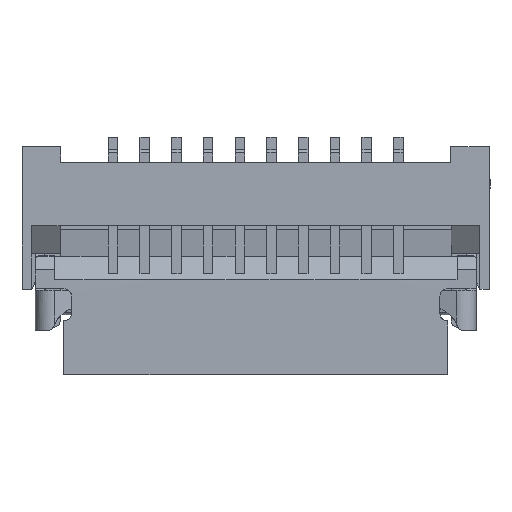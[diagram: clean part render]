
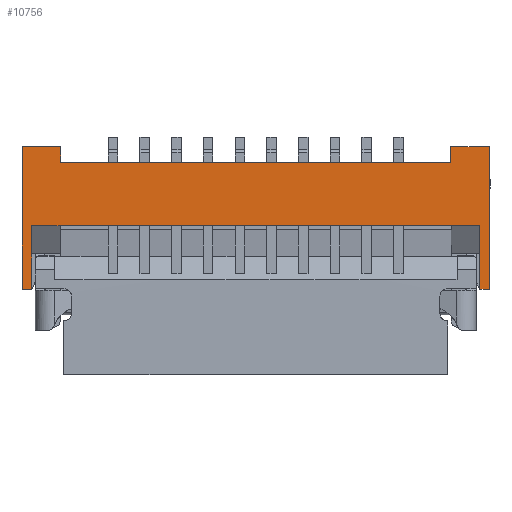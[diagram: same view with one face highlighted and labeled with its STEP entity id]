
A CAD part, top view. The second image highlights one B-rep face of the part: STEP entity #10756.
In plain terms, the highlighted planar face has unit normal (0, 0, 1).
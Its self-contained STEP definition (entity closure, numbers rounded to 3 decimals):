
#131 = ORIENTED_EDGE ( 'NONE', *, *, #9202, .F. ) ;
#582 = CARTESIAN_POINT ( 'NONE',  ( -2.927, -6.375, -0.021 ) ) ;
#675 = LINE ( 'NONE', #20789, #18694 ) ;
#784 = LINE ( 'NONE', #23585, #33120 ) ;
#1171 = EDGE_CURVE ( 'NONE', #33709, #18695, #4089, .T. ) ;
#1507 = VECTOR ( 'NONE', #15600, 1000. ) ;
#2099 = VERTEX_POINT ( 'NONE', #2779 ) ;
#2502 = CARTESIAN_POINT ( 'NONE',  ( 4.293, -7.375, -0.021 ) ) ;
#2779 = CARTESIAN_POINT ( 'NONE',  ( -3.077, -5.125, -0.021 ) ) ;
#4074 = DIRECTION ( 'NONE',  ( -1., 0., 0. ) ) ;
#4089 = LINE ( 'NONE', #12845, #23986 ) ;
#4202 = VERTEX_POINT ( 'NONE', #23637 ) ;
#4342 = ORIENTED_EDGE ( 'NONE', *, *, #31866, .T. ) ;
#5480 = CARTESIAN_POINT ( 'NONE',  ( 12.683, -5.375, -0.021 ) ) ;
#5751 = VECTOR ( 'NONE', #31949, 1000. ) ;
#6244 = DIRECTION ( 'NONE',  ( 0., 1., 0. ) ) ;
#6483 = CARTESIAN_POINT ( 'NONE',  ( 4.143, -6.375, -0.021 ) ) ;
#6848 = ORIENTED_EDGE ( 'NONE', *, *, #22877, .F. ) ;
#7105 = CARTESIAN_POINT ( 'NONE',  ( -2.467, -5.125, -0.021 ) ) ;
#7201 = DIRECTION ( 'NONE',  ( 0., -1., 0. ) ) ;
#7214 = ORIENTED_EDGE ( 'NONE', *, *, #28804, .T. ) ;
#7822 = VECTOR ( 'NONE', #20704, 1000. ) ;
#8335 = CARTESIAN_POINT ( 'NONE',  ( 3.683, -5.125, -0.021 ) ) ;
#8553 = CARTESIAN_POINT ( 'NONE',  ( 3.693, -6.375, -0.021 ) ) ;
#9137 = CARTESIAN_POINT ( 'NONE',  ( 4.293, -7.375, -0.021 ) ) ;
#9202 = EDGE_CURVE ( 'NONE', #32971, #30465, #675, .T. ) ;
#9469 = VERTEX_POINT ( 'NONE', #6483 ) ;
#9485 = ORIENTED_EDGE ( 'NONE', *, *, #16834, .F. ) ;
#10627 = LINE ( 'NONE', #5480, #32868 ) ;
#10756 = ADVANCED_FACE ( 'NONE', ( #17325 ), #14668, .F. ) ;
#10795 = DIRECTION ( 'NONE',  ( 1., 0., 0. ) ) ;
#11440 = VECTOR ( 'NONE', #10795, 1000. ) ;
#11677 = EDGE_CURVE ( 'NONE', #17859, #34510, #15973, .T. ) ;
#11946 = CARTESIAN_POINT ( 'NONE',  ( -2.467, -5.375, -0.021 ) ) ;
#12845 = CARTESIAN_POINT ( 'NONE',  ( -2.467, -5.375, -0.021 ) ) ;
#12912 = ORIENTED_EDGE ( 'NONE', *, *, #18401, .T. ) ;
#13158 = VERTEX_POINT ( 'NONE', #26156 ) ;
#13660 = LINE ( 'NONE', #36881, #11440 ) ;
#14048 = CARTESIAN_POINT ( 'NONE',  ( -2.477, -6.375, -0.021 ) ) ;
#14130 = DIRECTION ( 'NONE',  ( -1., 0., 0. ) ) ;
#14324 = DIRECTION ( 'NONE',  ( 1., 0., 0. ) ) ;
#14598 = VECTOR ( 'NONE', #7201, 1000. ) ;
#14668 = PLANE ( 'NONE',  #26719 ) ;
#14796 = CARTESIAN_POINT ( 'NONE',  ( 3.683, -5.375, -0.021 ) ) ;
#14860 = DIRECTION ( 'NONE',  ( 0., 0., -1. ) ) ;
#15015 = ORIENTED_EDGE ( 'NONE', *, *, #1171, .T. ) ;
#15535 = ORIENTED_EDGE ( 'NONE', *, *, #21520, .T. ) ;
#15600 = DIRECTION ( 'NONE',  ( 1., 0., 0. ) ) ;
#15973 = LINE ( 'NONE', #30406, #14598 ) ;
#16576 = DIRECTION ( 'NONE',  ( -1., 0., 0. ) ) ;
#16834 = EDGE_CURVE ( 'NONE', #30090, #17859, #13660, .T. ) ;
#16883 = VECTOR ( 'NONE', #4074, 1000. ) ;
#17046 = VERTEX_POINT ( 'NONE', #14796 ) ;
#17148 = CARTESIAN_POINT ( 'NONE',  ( -3.077, -7.375, -0.021 ) ) ;
#17200 = ORIENTED_EDGE ( 'NONE', *, *, #11677, .F. ) ;
#17325 = FACE_OUTER_BOUND ( 'NONE', #29776, .T. ) ;
#17753 = ORIENTED_EDGE ( 'NONE', *, *, #21695, .T. ) ;
#17859 = VERTEX_POINT ( 'NONE', #21580 ) ;
#17963 = DIRECTION ( 'NONE',  ( -1., 0., 0. ) ) ;
#18401 = EDGE_CURVE ( 'NONE', #17046, #33709, #10627, .T. ) ;
#18695 = VERTEX_POINT ( 'NONE', #7105 ) ;
#18694 = VECTOR ( 'NONE', #17963, 1000. ) ;
#20704 = DIRECTION ( 'NONE',  ( -1., 0., 0. ) ) ;
#20789 = CARTESIAN_POINT ( 'NONE',  ( 3.143, -6.375, -0.021 ) ) ;
#21520 = EDGE_CURVE ( 'NONE', #37163, #13158, #23023, .T. ) ;
#21580 = CARTESIAN_POINT ( 'NONE',  ( 4.293, -5.125, -0.021 ) ) ;
#21695 = EDGE_CURVE ( 'NONE', #13158, #4202, #784, .T. ) ;
#22406 = CARTESIAN_POINT ( 'NONE',  ( 3.683, -5.375, -0.021 ) ) ;
#22660 = CARTESIAN_POINT ( 'NONE',  ( 4.143, -7.375, -0.021 ) ) ;
#22704 = ORIENTED_EDGE ( 'NONE', *, *, #28948, .T. ) ;
#22877 = EDGE_CURVE ( 'NONE', #27898, #9469, #26930, .T. ) ;
#23014 = CARTESIAN_POINT ( 'NONE',  ( -3.077, -5.125, -0.021 ) ) ;
#23023 = LINE ( 'NONE', #17148, #25794 ) ;
#23585 = CARTESIAN_POINT ( 'NONE',  ( -2.927, -7.375, -0.021 ) ) ;
#23637 = CARTESIAN_POINT ( 'NONE',  ( -2.927, -6.375, -0.021 ) ) ;
#23986 = VECTOR ( 'NONE', #26882, 1000. ) ;
#25123 = CARTESIAN_POINT ( 'NONE',  ( 4.143, -6.375, -0.021 ) ) ;
#25278 = LINE ( 'NONE', #22406, #31781 ) ;
#25794 = VECTOR ( 'NONE', #14324, 1000. ) ;
#26027 = DIRECTION ( 'NONE',  ( 0., 1., 0. ) ) ;
#26156 = CARTESIAN_POINT ( 'NONE',  ( -2.927, -7.375, -0.021 ) ) ;
#26260 = LINE ( 'NONE', #23014, #5751 ) ;
#26346 = ORIENTED_EDGE ( 'NONE', *, *, #29143, .F. ) ;
#26456 = DIRECTION ( 'NONE',  ( 0., 1., 0. ) ) ;
#26719 = AXIS2_PLACEMENT_3D ( 'NONE', #37335, #14860, #14130 ) ;
#26882 = DIRECTION ( 'NONE',  ( 0., 1., 0. ) ) ;
#26930 = LINE ( 'NONE', #32258, #36893 ) ;
#27138 = CARTESIAN_POINT ( 'NONE',  ( -3.077, -7.375, -0.021 ) ) ;
#27175 = LINE ( 'NONE', #9137, #7822 ) ;
#27898 = VERTEX_POINT ( 'NONE', #22660 ) ;
#27947 = LINE ( 'NONE', #25123, #28382 ) ;
#28382 = VECTOR ( 'NONE', #16576, 1000. ) ;
#28650 = DIRECTION ( 'NONE',  ( -1., 0., 0. ) ) ;
#28804 = EDGE_CURVE ( 'NONE', #2099, #37163, #26260, .T. ) ;
#28948 = EDGE_CURVE ( 'NONE', #4202, #30465, #29630, .T. ) ;
#29143 = EDGE_CURVE ( 'NONE', #17046, #30090, #25278, .T. ) ;
#29510 = CARTESIAN_POINT ( 'NONE',  ( -2.467, -5.125, -0.021 ) ) ;
#29630 = LINE ( 'NONE', #582, #1507 ) ;
#29776 = EDGE_LOOP ( 'NONE', ( #131, #35970, #6848, #30502, #17200, #9485, #26346, #12912, #15015, #4342, #7214, #15535, #17753, #22704 ) ) ;
#30090 = VERTEX_POINT ( 'NONE', #8335 ) ;
#30406 = CARTESIAN_POINT ( 'NONE',  ( 4.293, -5.125, -0.021 ) ) ;
#30465 = VERTEX_POINT ( 'NONE', #14048 ) ;
#30502 = ORIENTED_EDGE ( 'NONE', *, *, #35965, .F. ) ;
#31781 = VECTOR ( 'NONE', #26027, 1000. ) ;
#31866 = EDGE_CURVE ( 'NONE', #18695, #2099, #36037, .T. ) ;
#31949 = DIRECTION ( 'NONE',  ( 0., -1., 0. ) ) ;
#32258 = CARTESIAN_POINT ( 'NONE',  ( 4.143, -7.375, -0.021 ) ) ;
#32868 = VECTOR ( 'NONE', #28650, 1000. ) ;
#32971 = VERTEX_POINT ( 'NONE', #8553 ) ;
#33120 = VECTOR ( 'NONE', #26456, 1000. ) ;
#33709 = VERTEX_POINT ( 'NONE', #11946 ) ;
#34457 = EDGE_CURVE ( 'NONE', #9469, #32971, #27947, .T. ) ;
#34510 = VERTEX_POINT ( 'NONE', #2502 ) ;
#35965 = EDGE_CURVE ( 'NONE', #34510, #27898, #27175, .T. ) ;
#35970 = ORIENTED_EDGE ( 'NONE', *, *, #34457, .F. ) ;
#36037 = LINE ( 'NONE', #29510, #16883 ) ;
#36881 = CARTESIAN_POINT ( 'NONE',  ( 3.683, -5.125, -0.021 ) ) ;
#36893 = VECTOR ( 'NONE', #6244, 1000. ) ;
#37163 = VERTEX_POINT ( 'NONE', #27138 ) ;
#37335 = CARTESIAN_POINT ( 'NONE',  ( 6.459, -6.243, -0.021 ) ) ;
